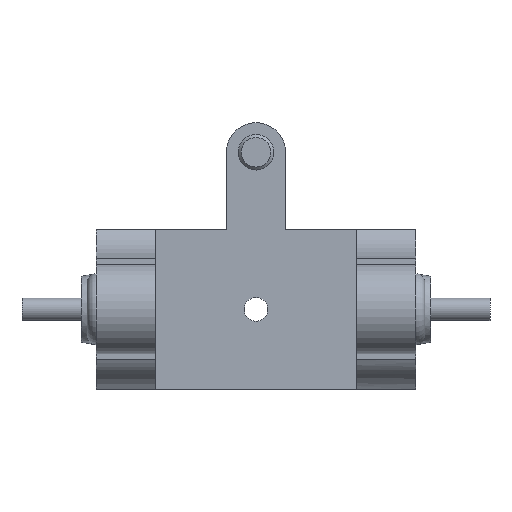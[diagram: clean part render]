
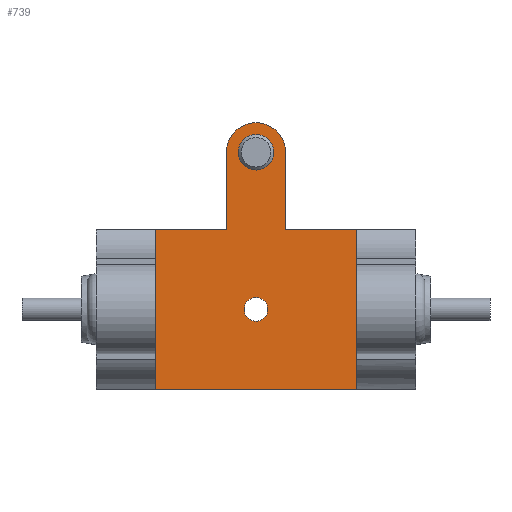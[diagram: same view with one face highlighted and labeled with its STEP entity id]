
A CAD part, top view. The second image highlights one B-rep face of the part: STEP entity #739.
In plain terms, the highlighted planar face has unit normal (0, 0, 1).
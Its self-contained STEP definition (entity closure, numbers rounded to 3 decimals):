
#31=FACE_BOUND('',#153,.T.);
#32=FACE_BOUND('',#154,.T.);
#59=PLANE('',#826);
#104=FACE_OUTER_BOUND('',#152,.T.);
#152=EDGE_LOOP('',(#624,#625,#626,#627,#628,#629,#630,#631));
#153=EDGE_LOOP('',(#632));
#154=EDGE_LOOP('',(#633));
#184=LINE('',#1202,#242);
#191=LINE('',#1398,#249);
#202=LINE('',#1469,#260);
#213=LINE('',#1626,#271);
#214=LINE('',#1630,#272);
#215=LINE('',#1631,#273);
#216=LINE('',#1632,#274);
#242=VECTOR('',#956,10.);
#249=VECTOR('',#969,10.);
#260=VECTOR('',#994,10.);
#271=VECTOR('',#1011,10.);
#272=VECTOR('',#1014,10.);
#273=VECTOR('',#1015,10.);
#274=VECTOR('',#1016,10.);
#306=CIRCLE('',#794,2.);
#315=CIRCLE('',#811,3.);
#320=CIRCLE('',#827,5.);
#339=VERTEX_POINT('',#1103);
#348=VERTEX_POINT('',#1134);
#351=VERTEX_POINT('',#1199);
#352=VERTEX_POINT('',#1201);
#363=VERTEX_POINT('',#1395);
#364=VERTEX_POINT('',#1397);
#372=VERTEX_POINT('',#1468);
#380=VERTEX_POINT('',#1625);
#381=VERTEX_POINT('',#1627);
#382=VERTEX_POINT('',#1629);
#415=EDGE_CURVE('',#339,#339,#306,.T.);
#429=EDGE_CURVE('',#348,#348,#315,.T.);
#432=EDGE_CURVE('',#352,#351,#184,.T.);
#444=EDGE_CURVE('',#363,#364,#191,.T.);
#458=EDGE_CURVE('',#372,#363,#202,.T.);
#472=EDGE_CURVE('',#372,#380,#213,.T.);
#473=EDGE_CURVE('',#380,#381,#320,.T.);
#474=EDGE_CURVE('',#381,#382,#214,.T.);
#475=EDGE_CURVE('',#352,#382,#215,.T.);
#476=EDGE_CURVE('',#364,#351,#216,.T.);
#624=ORIENTED_EDGE('',*,*,#472,.T.);
#625=ORIENTED_EDGE('',*,*,#473,.T.);
#626=ORIENTED_EDGE('',*,*,#474,.T.);
#627=ORIENTED_EDGE('',*,*,#475,.F.);
#628=ORIENTED_EDGE('',*,*,#432,.T.);
#629=ORIENTED_EDGE('',*,*,#476,.F.);
#630=ORIENTED_EDGE('',*,*,#444,.F.);
#631=ORIENTED_EDGE('',*,*,#458,.F.);
#632=ORIENTED_EDGE('',*,*,#415,.T.);
#633=ORIENTED_EDGE('',*,*,#429,.T.);
#739=ADVANCED_FACE('',(#104,#31,#32),#59,.T.);
#794=AXIS2_PLACEMENT_3D('',#1105,#910,#911);
#811=AXIS2_PLACEMENT_3D('',#1136,#949,#950);
#826=AXIS2_PLACEMENT_3D('',#1624,#1009,#1010);
#827=AXIS2_PLACEMENT_3D('',#1628,#1012,#1013);
#910=DIRECTION('center_axis',(0.,0.,-1.));
#911=DIRECTION('ref_axis',(1.,0.,0.));
#949=DIRECTION('center_axis',(0.,0.,-1.));
#950=DIRECTION('ref_axis',(-1.,0.,0.));
#956=DIRECTION('',(0.,-1.,0.));
#969=DIRECTION('',(0.,-1.,0.));
#994=DIRECTION('',(1.,0.,0.));
#1009=DIRECTION('center_axis',(0.,0.,1.));
#1010=DIRECTION('ref_axis',(1.,0.,0.));
#1011=DIRECTION('',(0.,1.,0.));
#1012=DIRECTION('center_axis',(0.,0.,1.));
#1013=DIRECTION('ref_axis',(1.,0.,0.));
#1014=DIRECTION('',(0.,-1.,0.));
#1015=DIRECTION('',(1.,0.,0.));
#1016=DIRECTION('',(-1.,0.,0.));
#1103=CARTESIAN_POINT('',(25.,13.5,7.));
#1105=CARTESIAN_POINT('Origin',(27.,13.5,7.));
#1134=CARTESIAN_POINT('',(30.,40.,7.));
#1136=CARTESIAN_POINT('Origin',(27.,40.,7.));
#1199=CARTESIAN_POINT('',(10.,0.,7.));
#1201=CARTESIAN_POINT('',(10.,27.,7.));
#1202=CARTESIAN_POINT('',(10.,27.,7.));
#1395=CARTESIAN_POINT('',(44.,27.,7.));
#1397=CARTESIAN_POINT('',(44.,0.,7.));
#1398=CARTESIAN_POINT('',(44.,27.,7.));
#1468=CARTESIAN_POINT('',(32.,27.,7.));
#1469=CARTESIAN_POINT('',(16.,27.,7.));
#1624=CARTESIAN_POINT('Origin',(27.,22.5,7.));
#1625=CARTESIAN_POINT('',(32.,40.,7.));
#1626=CARTESIAN_POINT('',(32.,27.,7.));
#1627=CARTESIAN_POINT('',(22.,40.,7.));
#1628=CARTESIAN_POINT('Origin',(27.,40.,7.));
#1629=CARTESIAN_POINT('',(22.,27.,7.));
#1630=CARTESIAN_POINT('',(22.,40.,7.));
#1631=CARTESIAN_POINT('',(16.,27.,7.));
#1632=CARTESIAN_POINT('',(5.,0.,7.));
